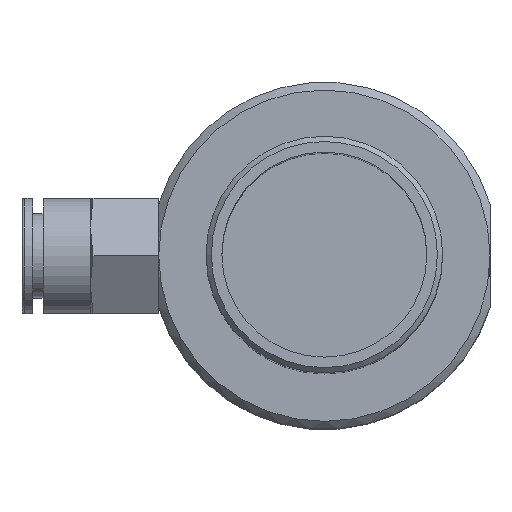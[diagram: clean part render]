
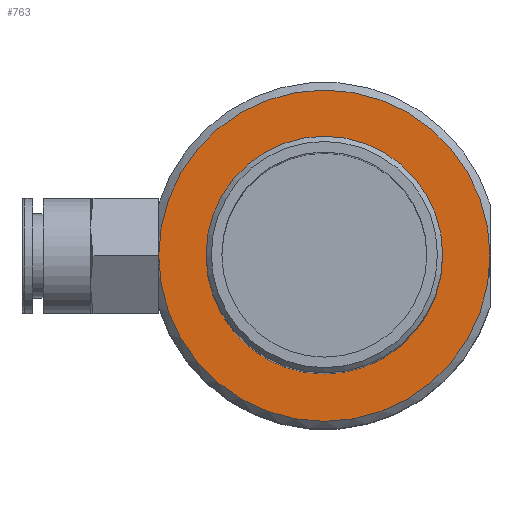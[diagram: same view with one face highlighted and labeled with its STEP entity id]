
A CAD part, top view. The second image highlights one B-rep face of the part: STEP entity #763.
In plain terms, the highlighted planar face has unit normal (0, 0, 1).
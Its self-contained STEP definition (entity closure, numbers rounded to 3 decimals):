
#20=FACE_BOUND('',#208,.T.);
#58=CIRCLE('',#853,22.5);
#61=CIRCLE('',#859,31.5);
#62=CIRCLE('',#860,31.5);
#152=FACE_OUTER_BOUND('',#207,.T.);
#207=EDGE_LOOP('',(#625,#626));
#208=EDGE_LOOP('',(#627));
#353=VERTEX_POINT('',#1284);
#360=VERTEX_POINT('',#1312);
#363=VERTEX_POINT('',#1323);
#453=EDGE_CURVE('',#360,#360,#58,.T.);
#457=EDGE_CURVE('',#363,#353,#61,.T.);
#458=EDGE_CURVE('',#353,#363,#62,.T.);
#625=ORIENTED_EDGE('',*,*,#457,.F.);
#626=ORIENTED_EDGE('',*,*,#458,.F.);
#627=ORIENTED_EDGE('',*,*,#453,.T.);
#727=PLANE('',#858);
#763=ADVANCED_FACE('',(#152,#20),#727,.F.);
#853=AXIS2_PLACEMENT_3D('',#1314,#1032,#1033);
#858=AXIS2_PLACEMENT_3D('',#1322,#1043,#1044);
#859=AXIS2_PLACEMENT_3D('',#1324,#1045,#1046);
#860=AXIS2_PLACEMENT_3D('',#1325,#1047,#1048);
#1032=DIRECTION('center_axis',(0.,0.,-1.));
#1033=DIRECTION('ref_axis',(-1.,0.,0.));
#1043=DIRECTION('center_axis',(0.,0.,-1.));
#1044=DIRECTION('ref_axis',(-1.,0.,0.));
#1045=DIRECTION('center_axis',(0.,0.,-1.));
#1046=DIRECTION('ref_axis',(-1.,0.,0.));
#1047=DIRECTION('center_axis',(0.,0.,-1.));
#1048=DIRECTION('ref_axis',(-1.,0.,0.));
#1284=CARTESIAN_POINT('',(-31.5,0.,30.));
#1312=CARTESIAN_POINT('',(22.5,0.,30.));
#1314=CARTESIAN_POINT('Origin',(0.,0.,30.));
#1322=CARTESIAN_POINT('Origin',(0.,0.,30.));
#1323=CARTESIAN_POINT('',(31.5,0.,30.));
#1324=CARTESIAN_POINT('Origin',(0.,0.,30.));
#1325=CARTESIAN_POINT('Origin',(0.,0.,30.));
